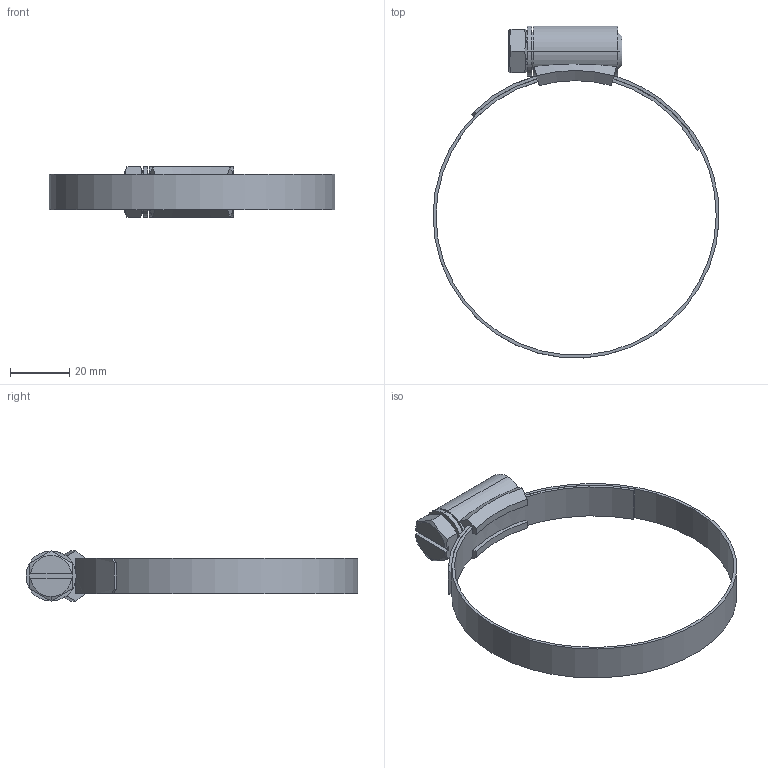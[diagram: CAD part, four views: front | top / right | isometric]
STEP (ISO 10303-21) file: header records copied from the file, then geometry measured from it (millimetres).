
FILE_DESCRIPTION (( 'STEP AP203' ), '1' );
FILE_NAME ('3D-R148_77-95_171781260.STEP', '2024-08-31T18:28:15', ( '' ), ( '' ), 'SwSTEP 2.0', 'SolidWorks 2024', '' );
FILE_SCHEMA (( 'CONFIG_CONTROL_DESIGN' ));
Length unit declared in the file: millimetre
Products named in the file (1): 3D-R148_77-95_171781260
Bounding box: 96.89 x 112.5 x 17 mm (x, y, z)
Volume: 13193.7 mm3; surface area: 14076.3 mm2
Topology: 2 solids, 2 shells, 78 faces, 202 edges, 127 vertices
Faces by surface type: plane 39, cylinder 23, cone 13, bspline 3
Entity records: 3654 total; most frequent: CARTESIAN_POINT 1781, ORIENTED_EDGE 404, DIRECTION 327, EDGE_CURVE 202, VERTEX_POINT 127, AXIS2_PLACEMENT_3D 121, EDGE_LOOP 87, VECTOR 85
